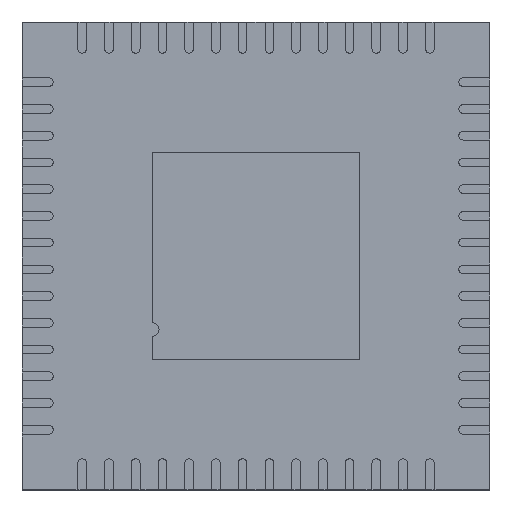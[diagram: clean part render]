
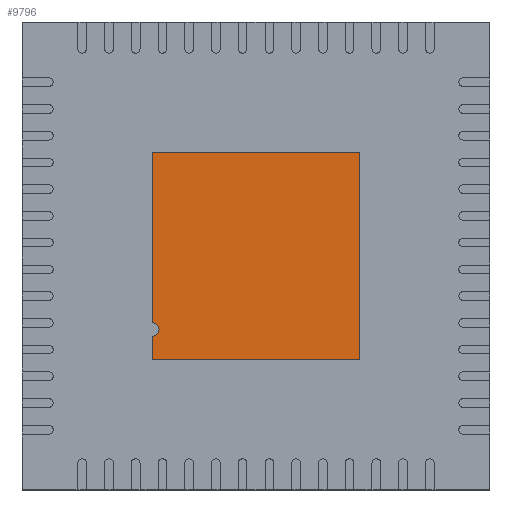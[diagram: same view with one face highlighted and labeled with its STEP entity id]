
A CAD part, top view. The second image highlights one B-rep face of the part: STEP entity #9796.
In plain terms, the highlighted planar face has unit normal (0, 0, 1).
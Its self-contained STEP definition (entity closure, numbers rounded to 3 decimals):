
#550 = CARTESIAN_POINT ( 'NONE',  ( -1.55, -1.55, 0.92 ) ) ;
#1176 = LINE ( 'NONE', #7119, #7010 ) ;
#1311 = EDGE_CURVE ( 'NONE', #2368, #9814, #13010, .T. ) ;
#1513 = DIRECTION ( 'NONE',  ( 0., 0., 1. ) ) ;
#2368 = VERTEX_POINT ( 'NONE', #9200 ) ;
#2446 = DIRECTION ( 'NONE',  ( 1., 0., 0. ) ) ;
#2558 = EDGE_CURVE ( 'NONE', #18223, #17372, #1176, .T. ) ;
#3049 = EDGE_CURVE ( 'NONE', #9814, #10048, #8346, .T. ) ;
#3430 = DIRECTION ( 'NONE',  ( 0., -1., 0. ) ) ;
#4469 = VECTOR ( 'NONE', #6979, 1000. ) ;
#4945 = ORIENTED_EDGE ( 'NONE', *, *, #1311, .T. ) ;
#5150 = ORIENTED_EDGE ( 'NONE', *, *, #6332, .T. ) ;
#6151 = AXIS2_PLACEMENT_3D ( 'NONE', #11616, #17682, #6170 ) ;
#6170 = DIRECTION ( 'NONE',  ( -1., 0., 0. ) ) ;
#6273 = CARTESIAN_POINT ( 'NONE',  ( -1.55, 1.55, 0.92 ) ) ;
#6332 = EDGE_CURVE ( 'NONE', #18035, #2368, #16502, .T. ) ;
#6979 = DIRECTION ( 'NONE',  ( -1., 0., 0. ) ) ;
#7010 = VECTOR ( 'NONE', #14756, 1000. ) ;
#7093 = LINE ( 'NONE', #19280, #9010 ) ;
#7119 = CARTESIAN_POINT ( 'NONE',  ( -1.55, -1.2, 0.92 ) ) ;
#8346 = LINE ( 'NONE', #9541, #16221 ) ;
#8558 = AXIS2_PLACEMENT_3D ( 'NONE', #15104, #1513, #13596 ) ;
#8619 = CARTESIAN_POINT ( 'NONE',  ( 1.55, -1.55, 0.92 ) ) ;
#8710 = EDGE_LOOP ( 'NONE', ( #4945, #16715, #12259, #13571, #13703, #5150 ) ) ;
#9010 = VECTOR ( 'NONE', #2446, 1000. ) ;
#9200 = CARTESIAN_POINT ( 'NONE',  ( 1.55, 1.55, 0.92 ) ) ;
#9541 = CARTESIAN_POINT ( 'NONE',  ( -1.55, 1.55, 0.92 ) ) ;
#9796 = ADVANCED_FACE ( 'NONE', ( #13297 ), #16607, .T. ) ;
#9814 = VERTEX_POINT ( 'NONE', #6273 ) ;
#10048 = VERTEX_POINT ( 'NONE', #11865 ) ;
#10255 = CIRCLE ( 'NONE', #6151, 0.1 ) ;
#10718 = CARTESIAN_POINT ( 'NONE',  ( 1.55, 1.55, 0.92 ) ) ;
#11616 = CARTESIAN_POINT ( 'NONE',  ( -1.55, -1.1, 0.92 ) ) ;
#11865 = CARTESIAN_POINT ( 'NONE',  ( -1.55, -1., 0.92 ) ) ;
#12259 = ORIENTED_EDGE ( 'NONE', *, *, #18891, .T. ) ;
#13010 = LINE ( 'NONE', #15915, #4469 ) ;
#13297 = FACE_OUTER_BOUND ( 'NONE', #8710, .T. ) ;
#13571 = ORIENTED_EDGE ( 'NONE', *, *, #2558, .T. ) ;
#13596 = DIRECTION ( 'NONE',  ( 1., 0., 0. ) ) ;
#13703 = ORIENTED_EDGE ( 'NONE', *, *, #13749, .T. ) ;
#13749 = EDGE_CURVE ( 'NONE', #17372, #18035, #7093, .T. ) ;
#14756 = DIRECTION ( 'NONE',  ( 0., -1., 0. ) ) ;
#15098 = DIRECTION ( 'NONE',  ( 0., 1., 0. ) ) ;
#15104 = CARTESIAN_POINT ( 'NONE',  ( -1.55, -1.1, 0.92 ) ) ;
#15915 = CARTESIAN_POINT ( 'NONE',  ( 1.55, 1.55, 0.92 ) ) ;
#16221 = VECTOR ( 'NONE', #3430, 1000. ) ;
#16502 = LINE ( 'NONE', #10718, #17072 ) ;
#16607 = PLANE ( 'NONE',  #8558 ) ;
#16715 = ORIENTED_EDGE ( 'NONE', *, *, #3049, .T. ) ;
#17072 = VECTOR ( 'NONE', #15098, 1000. ) ;
#17259 = CARTESIAN_POINT ( 'NONE',  ( -1.55, -1.2, 0.92 ) ) ;
#17372 = VERTEX_POINT ( 'NONE', #550 ) ;
#17682 = DIRECTION ( 'NONE',  ( 0., 0., -1. ) ) ;
#18035 = VERTEX_POINT ( 'NONE', #8619 ) ;
#18223 = VERTEX_POINT ( 'NONE', #17259 ) ;
#18891 = EDGE_CURVE ( 'NONE', #10048, #18223, #10255, .T. ) ;
#19280 = CARTESIAN_POINT ( 'NONE',  ( 1.55, -1.55, 0.92 ) ) ;
